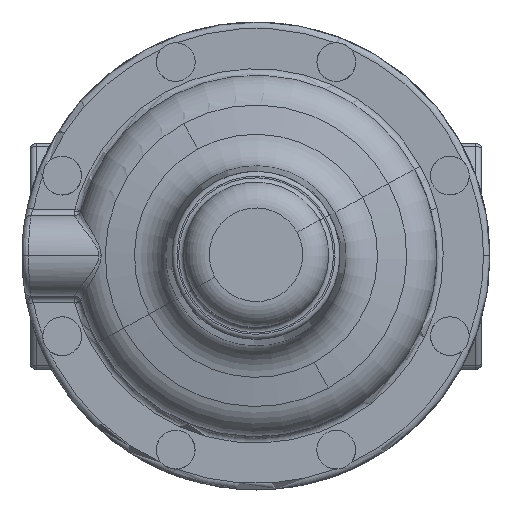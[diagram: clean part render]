
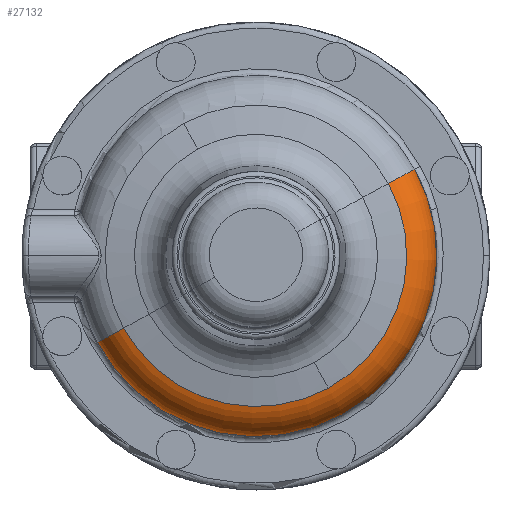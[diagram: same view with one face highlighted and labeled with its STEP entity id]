
A CAD part, top view. The second image highlights one B-rep face of the part: STEP entity #27132.
In plain terms, the highlighted toroidal (fillet/blend) face has major radius 44 mm and minor radius 12 mm.
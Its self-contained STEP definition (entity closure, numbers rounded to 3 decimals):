
#26858=DIRECTION('Axis2P3D Direction',(-0.479,0.878,0.)) ;
#26879=DIRECTION('Axis2P3D Direction',(0.479,-0.878,0.)) ;
#26925=DIRECTION('Axis2P3D Direction',(0.,0.,1.)) ;
#27109=DIRECTION('Axis2P3D Direction',(0.,0.,1.)) ;
#27110=DIRECTION('Axis2P3D XDirection',(-0.878,-0.479,0.)) ;
#27114=DIRECTION('Axis2P3D Direction',(0.,0.,1.)) ;
#27121=DIRECTION('Axis2P3D Direction',(0.,0.,1.)) ;
#26854=CARTESIAN_POINT('Vertex',(-49.145,-26.848,84.295)) ;
#26857=CARTESIAN_POINT('Axis2P3D Location',(-38.614,-21.095,84.295)) ;
#26861=CARTESIAN_POINT('Vertex',(-41.002,-22.4,95.983)) ;
#26875=CARTESIAN_POINT('Vertex',(41.002,22.4,95.983)) ;
#26878=CARTESIAN_POINT('Axis2P3D Location',(38.614,21.095,84.295)) ;
#26882=CARTESIAN_POINT('Vertex',(49.145,26.848,84.295)) ;
#26924=CARTESIAN_POINT('Axis2P3D Location',(0.,0.,84.295)) ;
#27108=CARTESIAN_POINT('Axis2P3D Location',(0.,0.,84.295)) ;
#27113=CARTESIAN_POINT('Axis2P3D Location',(0.,0.,95.983)) ;
#27117=CARTESIAN_POINT('Vertex',(22.4,-41.002,95.983)) ;
#27120=CARTESIAN_POINT('Axis2P3D Location',(0.,0.,95.983)) ;
#26859=AXIS2_PLACEMENT_3D('Circle Axis2P3D',#26857,#26858,$) ;
#26880=AXIS2_PLACEMENT_3D('Circle Axis2P3D',#26878,#26879,$) ;
#26926=AXIS2_PLACEMENT_3D('Circle Axis2P3D',#26924,#26925,$) ;
#27111=AXIS2_PLACEMENT_3D('Torus Axis2P3D',#27108,#27109,#27110) ;
#27115=AXIS2_PLACEMENT_3D('Circle Axis2P3D',#27113,#27114,$) ;
#27122=AXIS2_PLACEMENT_3D('Circle Axis2P3D',#27120,#27121,$) ;
#26863=EDGE_CURVE('',#26862,#26855,#26860,.F.) ;
#26884=EDGE_CURVE('',#26876,#26883,#26881,.F.) ;
#26928=EDGE_CURVE('',#26855,#26883,#26927,.T.) ;
#27119=EDGE_CURVE('',#27118,#26876,#27116,.T.) ;
#27124=EDGE_CURVE('',#26862,#27118,#27123,.T.) ;
#27126=ORIENTED_EDGE('',*,*,#27119,.F.) ;
#27127=ORIENTED_EDGE('',*,*,#27124,.F.) ;
#27128=ORIENTED_EDGE('',*,*,#26863,.T.) ;
#27129=ORIENTED_EDGE('',*,*,#26928,.T.) ;
#27130=ORIENTED_EDGE('',*,*,#26884,.F.) ;
#27132=ADVANCED_FACE('Brep With Voids',(#27131),#27112,.T.) ;
#26860=CIRCLE('generated circle',#26859,12.) ;
#26881=CIRCLE('generated circle',#26880,12.) ;
#26927=CIRCLE('generated circle',#26926,56.) ;
#27116=CIRCLE('generated circle',#27115,46.722) ;
#27123=CIRCLE('generated circle',#27122,46.722) ;
#27112=TOROIDAL_SURFACE('homeo Torus',#27111,44.,12.) ;
#26855=VERTEX_POINT('',#26854) ;
#26862=VERTEX_POINT('',#26861) ;
#26876=VERTEX_POINT('',#26875) ;
#26883=VERTEX_POINT('',#26882) ;
#27118=VERTEX_POINT('',#27117) ;
#27125=EDGE_LOOP('',(#27126,#27127,#27128,#27129,#27130)) ;
#27131=FACE_OUTER_BOUND('',#27125,.T.) ;
